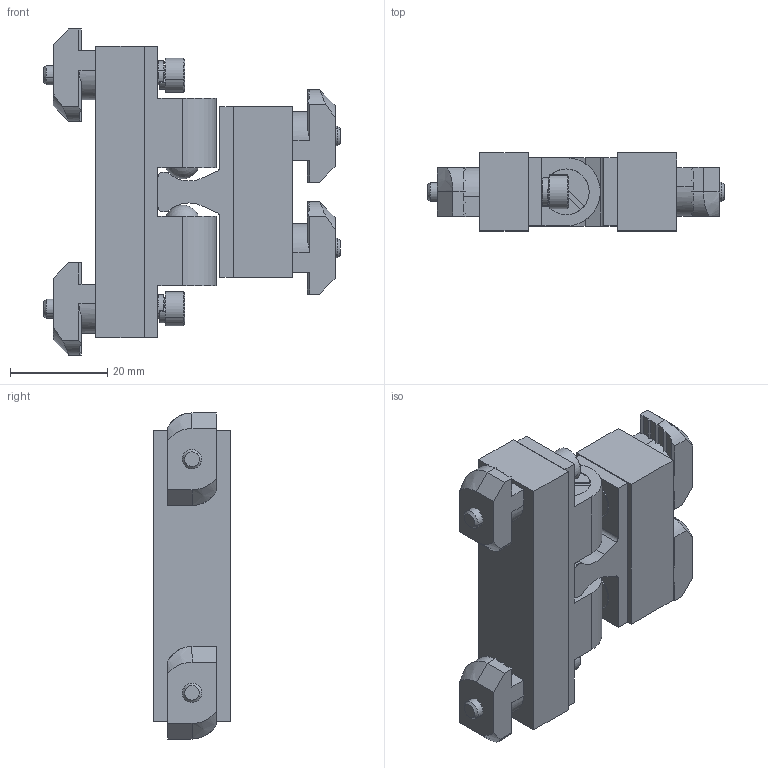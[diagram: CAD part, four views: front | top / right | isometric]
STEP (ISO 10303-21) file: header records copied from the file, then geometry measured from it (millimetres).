
FILE_DESCRIPTION (( 'STEP AP214' ), '1' );
FILE_NAME ('SNSD.30.50.84. Çàùåëêà ìåõàíè÷åñêàÿ øàðèêîâàÿ 40õ40(B53).STEP', '2014-12-08T08:06:32', ( 'XTreme.ws' ), ( 'XTreme.ws' ), 'SwSTEP 2.0', 'SolidWorks 2014', '' );
FILE_SCHEMA (( 'AUTOMOTIVE_DESIGN' ));
Length unit declared in the file: millimetre
Products named in the file (9): SNSD.30.50.85. Êîðïóñ çàùåëêè(B53)_00; B62B66SNSD.30.50.85. 鎔艜 碨闅骫(B59)B62B59B5312B53_00; B62B66SNSD.30.50.85. Çàùåëêà(B59)B62B59B5312B53_00; SNSD.30.51.49. Ò-Ãàéêà Ì4, ïàç 10(C23)_00; B62B66SNSD.30.50.85. 鏢鍒歑(B59)B62B59B5312B53_00; B62B66SNSD.30.50.85. 鎔艜 M4x10(B59)B62B59B5312B53_00; B62B66SNSD.30.50.85. Êîðïóñ øàðèêîâ(B59)B62B59B5312B53_00; B62B66SNSD.30.50.85. Êîðïóñ çàùåëêè(B59)B62B59B5312B53_00; SNSD.30.50.84. Çàùåëêà ìåõàíè÷åñêàÿ øàðèêîâàÿ 40õ40(B53)
Assembly tree (14 placements, depth 2):
  SNSD.30.50.84. Çàùåëêà ìåõàíè÷åñêàÿ øàðèêîâàÿ 40õ40(B53)
    B62B66SNSD.30.50.85. Êîðïóñ çàùåëêè(B59)B62B59B5312B53_00
    B62B66SNSD.30.50.85. Êîðïóñ øàðèêîâ(B59)B62B59B5312B53_00
    B62B66SNSD.30.50.85. 鎔艜 M4x10(B59)B62B59B5312B53_00  x2
    B62B66SNSD.30.50.85. 鏢鍒歑(B59)B62B59B5312B53_00  x2
    SNSD.30.51.49. Ò-Ãàéêà Ì4, ïàç 10(C23)_00  x4
    B62B66SNSD.30.50.85. Çàùåëêà(B59)B62B59B5312B53_00
    B62B66SNSD.30.50.85. 鎔艜 碨闅骫(B59)B62B59B5312B53_00  x2
    SNSD.30.50.85. Êîðïóñ çàùåëêè(B53)_00
Bounding box: 61 x 16 x 67 mm (x, y, z)
Volume: 30615.2 mm3; surface area: 16477 mm2
Topology: 14 solids, 14 shells, 411 faces, 1021 edges, 648 vertices
Faces by surface type: plane 248, cylinder 83, cone 64, torus 8, sphere 4, bspline 4
Entity records: 6709 total; most frequent: CARTESIAN_POINT 1272, DIRECTION 1077, ORIENTED_EDGE 1014, EDGE_CURVE 507, AXIS2_PLACEMENT_3D 381, VERTEX_POINT 318, VECTOR 315, LINE 315
